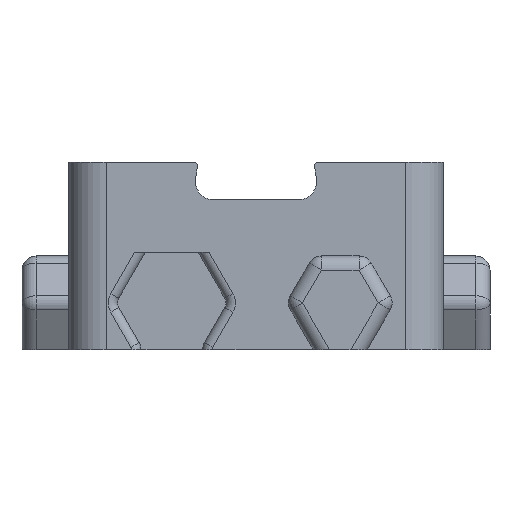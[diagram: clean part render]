
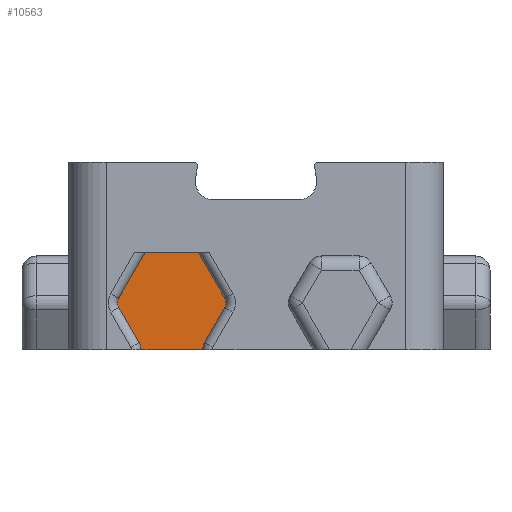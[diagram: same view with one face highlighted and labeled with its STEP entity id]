
A CAD part, front view. The second image highlights one B-rep face of the part: STEP entity #10563.
In plain terms, the highlighted planar face has unit normal (0, -1, 0).
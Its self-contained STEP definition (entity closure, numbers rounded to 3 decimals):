
#10513 = VERTEX_POINT('',#10514);
#10514 = CARTESIAN_POINT('',(-12.493,-14.85,0.75));
#10520 = EDGE_CURVE('',#10513,#10521,#10523,.T.);
#10521 = VERTEX_POINT('',#10522);
#10522 = CARTESIAN_POINT('',(-12.292,-14.85,0.));
#10523 = CIRCLE('',#10524,1.5);
#10524 = AXIS2_PLACEMENT_3D('',#10525,#10526,#10527);
#10525 = CARTESIAN_POINT('',(-13.792,-14.85,0.)
  );
#10526 = DIRECTION('',(0.,1.,0.));
#10527 = DIRECTION('',(-1.,0.,0.));
#10563 = ADVANCED_FACE('',(#10564),#10640,.T.);
#10564 = FACE_BOUND('',#10565,.T.);
#10565 = EDGE_LOOP('',(#10566,#10574,#10575,#10583,#10592,#10600,#10609,
    #10617,#10625,#10633));
#10566 = ORIENTED_EDGE('',*,*,#10567,.T.);
#10567 = EDGE_CURVE('',#10568,#10513,#10570,.T.);
#10568 = VERTEX_POINT('',#10569);
#10569 = CARTESIAN_POINT('',(-14.658,-14.85,4.5));
#10570 = LINE('',#10571,#10572);
#10571 = CARTESIAN_POINT('',(-14.658,-14.85,4.5));
#10572 = VECTOR('',#10573,1.);
#10573 = DIRECTION('',(0.5,0.,-0.866));
#10574 = ORIENTED_EDGE('',*,*,#10520,.T.);
#10575 = ORIENTED_EDGE('',*,*,#10576,.T.);
#10576 = EDGE_CURVE('',#10521,#10577,#10579,.T.);
#10577 = VERTEX_POINT('',#10578);
#10578 = CARTESIAN_POINT('',(-5.708,-14.85,0.)
  );
#10579 = LINE('',#10580,#10581);
#10580 = CARTESIAN_POINT('',(-12.292,-14.85,0.));
#10581 = VECTOR('',#10582,1.);
#10582 = DIRECTION('',(1.,0.,0.));
#10583 = ORIENTED_EDGE('',*,*,#10584,.T.);
#10584 = EDGE_CURVE('',#10577,#10585,#10587,.T.);
#10585 = VERTEX_POINT('',#10586);
#10586 = CARTESIAN_POINT('',(-5.507,-14.85,0.75));
#10587 = CIRCLE('',#10588,1.5);
#10588 = AXIS2_PLACEMENT_3D('',#10589,#10590,#10591);
#10589 = CARTESIAN_POINT('',(-4.208,-14.85,0.));
#10590 = DIRECTION('',(0.,1.,0.));
#10591 = DIRECTION('',(-1.,0.,0.));
#10592 = ORIENTED_EDGE('',*,*,#10593,.T.);
#10593 = EDGE_CURVE('',#10585,#10594,#10596,.T.);
#10594 = VERTEX_POINT('',#10595);
#10595 = CARTESIAN_POINT('',(-3.342,-14.85,4.5));
#10596 = LINE('',#10597,#10598);
#10597 = CARTESIAN_POINT('',(-5.507,-14.85,0.75));
#10598 = VECTOR('',#10599,1.);
#10599 = DIRECTION('',(0.5,0.,0.866));
#10600 = ORIENTED_EDGE('',*,*,#10601,.F.);
#10601 = EDGE_CURVE('',#10602,#10594,#10604,.T.);
#10602 = VERTEX_POINT('',#10603);
#10603 = CARTESIAN_POINT('',(-3.342,-14.85,5.5));
#10604 = CIRCLE('',#10605,1.);
#10605 = AXIS2_PLACEMENT_3D('',#10606,#10607,#10608);
#10606 = CARTESIAN_POINT('',(-4.208,-14.85,5.));
#10607 = DIRECTION('',(0.,1.,0.));
#10608 = DIRECTION('',(-1.,0.,0.));
#10609 = ORIENTED_EDGE('',*,*,#10610,.T.);
#10610 = EDGE_CURVE('',#10602,#10611,#10613,.T.);
#10611 = VERTEX_POINT('',#10612);
#10612 = CARTESIAN_POINT('',(-6.171,-14.85,10.4));
#10613 = LINE('',#10614,#10615);
#10614 = CARTESIAN_POINT('',(-3.342,-14.85,5.5));
#10615 = VECTOR('',#10616,1.);
#10616 = DIRECTION('',(-0.5,0.,0.866));
#10617 = ORIENTED_EDGE('',*,*,#10618,.T.);
#10618 = EDGE_CURVE('',#10611,#10619,#10621,.T.);
#10619 = VERTEX_POINT('',#10620);
#10620 = CARTESIAN_POINT('',(-11.829,-14.85,10.4));
#10621 = LINE('',#10622,#10623);
#10622 = CARTESIAN_POINT('',(-6.171,-14.85,10.4));
#10623 = VECTOR('',#10624,1.);
#10624 = DIRECTION('',(-1.,0.,0.));
#10625 = ORIENTED_EDGE('',*,*,#10626,.T.);
#10626 = EDGE_CURVE('',#10619,#10627,#10629,.T.);
#10627 = VERTEX_POINT('',#10628);
#10628 = CARTESIAN_POINT('',(-14.658,-14.85,5.5));
#10629 = LINE('',#10630,#10631);
#10630 = CARTESIAN_POINT('',(-11.829,-14.85,10.4));
#10631 = VECTOR('',#10632,1.);
#10632 = DIRECTION('',(-0.5,0.,-0.866));
#10633 = ORIENTED_EDGE('',*,*,#10634,.F.);
#10634 = EDGE_CURVE('',#10568,#10627,#10635,.T.);
#10635 = CIRCLE('',#10636,1.);
#10636 = AXIS2_PLACEMENT_3D('',#10637,#10638,#10639);
#10637 = CARTESIAN_POINT('',(-13.792,-14.85,5.));
#10638 = DIRECTION('',(0.,1.,0.));
#10639 = DIRECTION('',(-1.,0.,0.));
#10640 = PLANE('',#10641);
#10641 = AXIS2_PLACEMENT_3D('',#10642,#10643,#10644);
#10642 = CARTESIAN_POINT('',(-9.,-14.85,5.089));
#10643 = DIRECTION('',(0.,-1.,0.));
#10644 = DIRECTION('',(0.,0.,1.));
